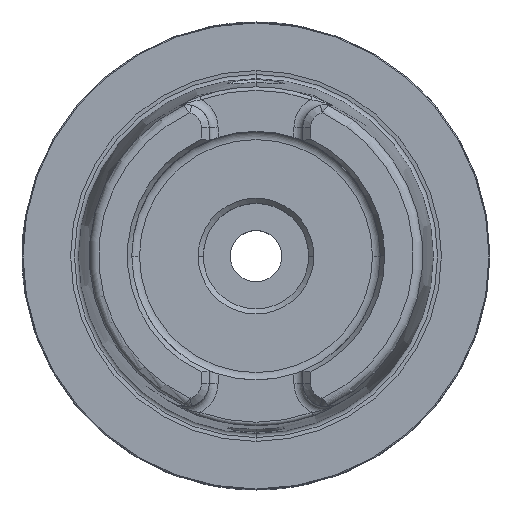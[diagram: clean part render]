
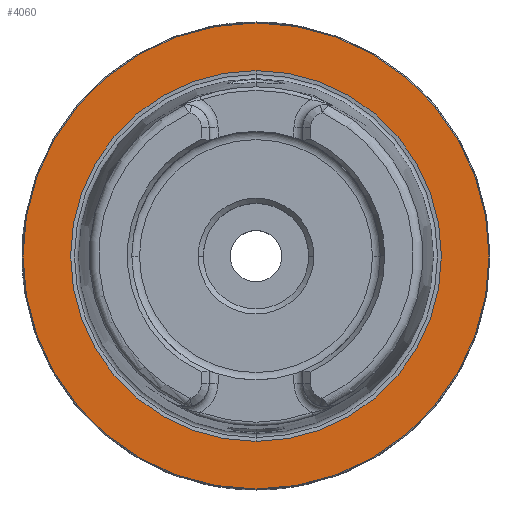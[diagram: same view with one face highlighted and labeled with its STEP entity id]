
A CAD part, top view. The second image highlights one B-rep face of the part: STEP entity #4060.
In plain terms, the highlighted planar face has unit normal (0, 0, 1).
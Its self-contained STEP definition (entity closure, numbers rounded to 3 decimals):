
#60 = DIRECTION ( 'NONE',  ( 0., 0., 1. ) ) ;
#74 = CARTESIAN_POINT ( 'NONE',  ( 0., 49.965, 0. ) ) ;
#80 = CARTESIAN_POINT ( 'NONE',  ( 0., -49.765, 0. ) ) ;
#150 = CIRCLE ( 'NONE', #5484, 39.59 ) ;
#435 = AXIS2_PLACEMENT_3D ( 'NONE', #8408, #8398, #8414 ) ;
#607 = VERTEX_POINT ( 'NONE', #11110 ) ;
#652 = EDGE_LOOP ( 'NONE', ( #9525, #9989 ) ) ;
#842 = DIRECTION ( 'NONE',  ( 0., 0., -1. ) ) ;
#933 = PLANE ( 'NONE',  #11811 ) ;
#1460 = AXIS2_PLACEMENT_3D ( 'NONE', #8627, #8614, #8523 ) ;
#2247 = EDGE_CURVE ( 'NONE', #4917, #4293, #6940, .T. ) ;
#2629 = FACE_BOUND ( 'NONE', #2967, .T. ) ;
#2967 = EDGE_LOOP ( 'NONE', ( #6082, #5688 ) ) ;
#3293 = CARTESIAN_POINT ( 'NONE',  ( 0., 49.765, 0. ) ) ;
#3605 = CARTESIAN_POINT ( 'NONE',  ( 0., 0., 0. ) ) ;
#3665 = EDGE_CURVE ( 'NONE', #607, #9547, #8705, .T. ) ;
#4060 = ADVANCED_FACE ( 'NONE', ( #9850, #2629 ), #933, .T. ) ;
#4293 = VERTEX_POINT ( 'NONE', #3293 ) ;
#4318 = CARTESIAN_POINT ( 'NONE',  ( 0., 39.59, 0. ) ) ;
#4533 = DIRECTION ( 'NONE',  ( 0., -1., 0. ) ) ;
#4917 = VERTEX_POINT ( 'NONE', #80 ) ;
#5484 = AXIS2_PLACEMENT_3D ( 'NONE', #6547, #842, #7543 ) ;
#5688 = ORIENTED_EDGE ( 'NONE', *, *, #8597, .T. ) ;
#5704 = AXIS2_PLACEMENT_3D ( 'NONE', #3605, #10221, #4533 ) ;
#6082 = ORIENTED_EDGE ( 'NONE', *, *, #3665, .T. ) ;
#6462 = CIRCLE ( 'NONE', #5704, 49.765 ) ;
#6547 = CARTESIAN_POINT ( 'NONE',  ( 0., 0., 0. ) ) ;
#6940 = CIRCLE ( 'NONE', #435, 49.765 ) ;
#7543 = DIRECTION ( 'NONE',  ( 0., 1., 0. ) ) ;
#8398 = DIRECTION ( 'NONE',  ( 0., 0., 1. ) ) ;
#8408 = CARTESIAN_POINT ( 'NONE',  ( 0., 0., 0. ) ) ;
#8414 = DIRECTION ( 'NONE',  ( 0., -1., 0. ) ) ;
#8523 = DIRECTION ( 'NONE',  ( 0., 1., 0. ) ) ;
#8560 = EDGE_CURVE ( 'NONE', #4293, #4917, #6462, .T. ) ;
#8597 = EDGE_CURVE ( 'NONE', #9547, #607, #150, .T. ) ;
#8614 = DIRECTION ( 'NONE',  ( 0., 0., -1. ) ) ;
#8627 = CARTESIAN_POINT ( 'NONE',  ( 0., 0., 0. ) ) ;
#8705 = CIRCLE ( 'NONE', #1460, 39.59 ) ;
#9525 = ORIENTED_EDGE ( 'NONE', *, *, #2247, .T. ) ;
#9547 = VERTEX_POINT ( 'NONE', #4318 ) ;
#9850 = FACE_OUTER_BOUND ( 'NONE', #652, .T. ) ;
#9989 = ORIENTED_EDGE ( 'NONE', *, *, #8560, .T. ) ;
#10221 = DIRECTION ( 'NONE',  ( 0., 0., 1. ) ) ;
#11110 = CARTESIAN_POINT ( 'NONE',  ( 0., -39.59, 0. ) ) ;
#11621 = DIRECTION ( 'NONE',  ( 0., -1., 0. ) ) ;
#11811 = AXIS2_PLACEMENT_3D ( 'NONE', #74, #60, #11621 ) ;
